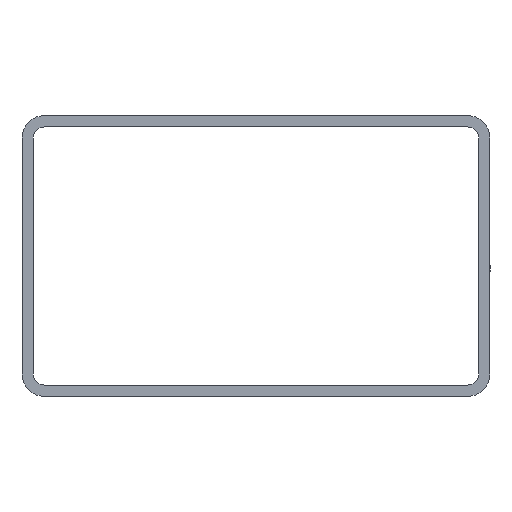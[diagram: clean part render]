
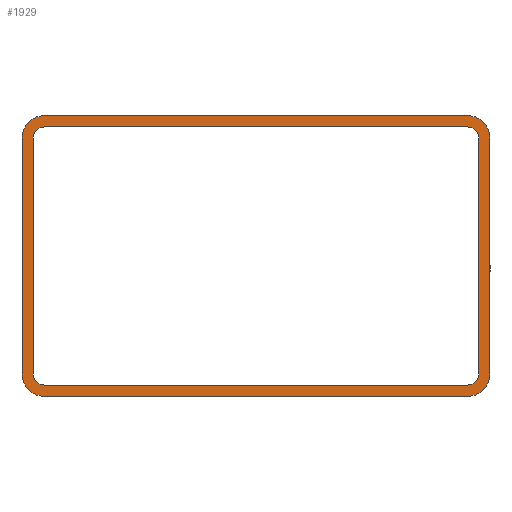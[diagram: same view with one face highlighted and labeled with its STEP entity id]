
A CAD part, left-side view. The second image highlights one B-rep face of the part: STEP entity #1929.
In plain terms, the highlighted planar face has unit normal (-1, 0, 0).
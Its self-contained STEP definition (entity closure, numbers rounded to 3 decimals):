
#46 = CARTESIAN_POINT ( 'NONE',  ( -1550., -62.5, 31.5 ) ) ;
#155 = DIRECTION ( 'NONE',  ( 0., -1., 0. ) ) ;
#161 = VECTOR ( 'NONE', #2621, 1000. ) ;
#204 = CARTESIAN_POINT ( 'NONE',  ( -1550., 56.5, -31.5 ) ) ;
#208 = DIRECTION ( 'NONE',  ( -1., 0., 0. ) ) ;
#214 = LINE ( 'NONE', #2922, #161 ) ;
#217 = CARTESIAN_POINT ( 'NONE',  ( -1550., -56.5, -31.5 ) ) ;
#304 = AXIS2_PLACEMENT_3D ( 'NONE', #3462, #2845, #155 ) ;
#351 = CARTESIAN_POINT ( 'NONE',  ( -1550., 56.5, 34.5 ) ) ;
#426 = EDGE_CURVE ( 'NONE', #2478, #3007, #2651, .T. ) ;
#483 = ORIENTED_EDGE ( 'NONE', *, *, #3474, .T. ) ;
#513 = VERTEX_POINT ( 'NONE', #3628 ) ;
#522 = CIRCLE ( 'NONE', #2619, 3. ) ;
#535 = FACE_OUTER_BOUND ( 'NONE', #3337, .T. ) ;
#574 = LINE ( 'NONE', #2319, #3654 ) ;
#596 = DIRECTION ( 'NONE',  ( -1., 0., 0. ) ) ;
#612 = VERTEX_POINT ( 'NONE', #2386 ) ;
#626 = EDGE_CURVE ( 'NONE', #3212, #3035, #1053, .T. ) ;
#663 = VECTOR ( 'NONE', #4125, 1000. ) ;
#683 = VERTEX_POINT ( 'NONE', #1453 ) ;
#696 = VERTEX_POINT ( 'NONE', #1763 ) ;
#748 = CARTESIAN_POINT ( 'NONE',  ( -1550., -56.5, 31.5 ) ) ;
#803 = VERTEX_POINT ( 'NONE', #2289 ) ;
#841 = CIRCLE ( 'NONE', #3011, 6. ) ;
#861 = PLANE ( 'NONE',  #2795 ) ;
#877 = DIRECTION ( 'NONE',  ( 1., 0., 0. ) ) ;
#990 = CARTESIAN_POINT ( 'NONE',  ( -1550., 56.5, 37.5 ) ) ;
#1001 = DIRECTION ( 'NONE',  ( 1., 0., 0. ) ) ;
#1025 = DIRECTION ( 'NONE',  ( 0., 1., 0. ) ) ;
#1053 = CIRCLE ( 'NONE', #3708, 6. ) ;
#1117 = ORIENTED_EDGE ( 'NONE', *, *, #3130, .F. ) ;
#1124 = EDGE_CURVE ( 'NONE', #612, #696, #1430, .T. ) ;
#1235 = DIRECTION ( 'NONE',  ( 0., -1., 0. ) ) ;
#1244 = DIRECTION ( 'NONE',  ( 0., -1., 0. ) ) ;
#1294 = ORIENTED_EDGE ( 'NONE', *, *, #426, .T. ) ;
#1331 = EDGE_CURVE ( 'NONE', #3282, #513, #2938, .T. ) ;
#1349 = ORIENTED_EDGE ( 'NONE', *, *, #2838, .F. ) ;
#1350 = AXIS2_PLACEMENT_3D ( 'NONE', #3300, #2928, #2255 ) ;
#1398 = VECTOR ( 'NONE', #1752, 1000. ) ;
#1430 = LINE ( 'NONE', #2761, #663 ) ;
#1439 = DIRECTION ( 'NONE',  ( 0., 1., 0. ) ) ;
#1453 = CARTESIAN_POINT ( 'NONE',  ( -1550., -56.5, -34.5 ) ) ;
#1475 = EDGE_CURVE ( 'NONE', #3386, #3509, #3797, .T. ) ;
#1531 = CARTESIAN_POINT ( 'NONE',  ( -1550., 59.5, 31.5 ) ) ;
#1538 = DIRECTION ( 'NONE',  ( 1., 0., 0. ) ) ;
#1632 = CIRCLE ( 'NONE', #304, 3. ) ;
#1648 = LINE ( 'NONE', #3246, #2092 ) ;
#1752 = DIRECTION ( 'NONE',  ( 0., 0., -1. ) ) ;
#1763 = CARTESIAN_POINT ( 'NONE',  ( -1550., -59.5, -31.5 ) ) ;
#1841 = EDGE_CURVE ( 'NONE', #3212, #2478, #3464, .T. ) ;
#1902 = ORIENTED_EDGE ( 'NONE', *, *, #3583, .T. ) ;
#1929 = ADVANCED_FACE ( 'NONE', ( #3860, #535 ), #861, .F. ) ;
#1942 = VERTEX_POINT ( 'NONE', #4301 ) ;
#1986 = ORIENTED_EDGE ( 'NONE', *, *, #626, .F. ) ;
#2053 = AXIS2_PLACEMENT_3D ( 'NONE', #2804, #208, #1235 ) ;
#2065 = LINE ( 'NONE', #3749, #2815 ) ;
#2068 = EDGE_CURVE ( 'NONE', #3386, #1942, #1648, .T. ) ;
#2081 = LINE ( 'NONE', #46, #1398 ) ;
#2092 = VECTOR ( 'NONE', #3616, 1000. ) ;
#2109 = EDGE_CURVE ( 'NONE', #803, #3007, #2081, .T. ) ;
#2213 = CARTESIAN_POINT ( 'NONE',  ( -1550., 56.5, 31.5 ) ) ;
#2236 = CARTESIAN_POINT ( 'NONE',  ( -1550., 59.5, -31.5 ) ) ;
#2255 = DIRECTION ( 'NONE',  ( 0., 1., 0. ) ) ;
#2257 = CARTESIAN_POINT ( 'NONE',  ( -1550., 62.5, 31.5 ) ) ;
#2269 = EDGE_CURVE ( 'NONE', #3282, #2535, #841, .T. ) ;
#2270 = AXIS2_PLACEMENT_3D ( 'NONE', #748, #4114, #3500 ) ;
#2289 = CARTESIAN_POINT ( 'NONE',  ( -1550., -62.5, 31.5 ) ) ;
#2319 = CARTESIAN_POINT ( 'NONE',  ( -1550., 59.5, 31.5 ) ) ;
#2322 = ORIENTED_EDGE ( 'NONE', *, *, #1331, .F. ) ;
#2386 = CARTESIAN_POINT ( 'NONE',  ( -1550., -59.5, 31.5 ) ) ;
#2405 = CARTESIAN_POINT ( 'NONE',  ( -1550., 56.5, -31.5 ) ) ;
#2452 = VERTEX_POINT ( 'NONE', #2236 ) ;
#2478 = VERTEX_POINT ( 'NONE', #3651 ) ;
#2481 = CARTESIAN_POINT ( 'NONE',  ( -1550., 56.5, -37.5 ) ) ;
#2535 = VERTEX_POINT ( 'NONE', #2257 ) ;
#2540 = EDGE_LOOP ( 'NONE', ( #1902, #2856, #2858, #2573, #483, #2748, #1117, #1349 ) ) ;
#2573 = ORIENTED_EDGE ( 'NONE', *, *, #2068, .T. ) ;
#2584 = VERTEX_POINT ( 'NONE', #3696 ) ;
#2619 = AXIS2_PLACEMENT_3D ( 'NONE', #3785, #877, #1439 ) ;
#2621 = DIRECTION ( 'NONE',  ( 0., -1., 0. ) ) ;
#2651 = CIRCLE ( 'NONE', #3910, 6. ) ;
#2748 = ORIENTED_EDGE ( 'NONE', *, *, #1124, .T. ) ;
#2761 = CARTESIAN_POINT ( 'NONE',  ( -1550., -59.5, 31.5 ) ) ;
#2795 = AXIS2_PLACEMENT_3D ( 'NONE', #204, #1538, #2869 ) ;
#2804 = CARTESIAN_POINT ( 'NONE',  ( -1550., 56.5, 31.5 ) ) ;
#2815 = VECTOR ( 'NONE', #3400, 1000. ) ;
#2820 = DIRECTION ( 'NONE',  ( 0., -1., 0. ) ) ;
#2838 = EDGE_CURVE ( 'NONE', #2584, #683, #214, .T. ) ;
#2845 = DIRECTION ( 'NONE',  ( -1., 0., 0. ) ) ;
#2856 = ORIENTED_EDGE ( 'NONE', *, *, #3653, .F. ) ;
#2858 = ORIENTED_EDGE ( 'NONE', *, *, #1475, .F. ) ;
#2869 = DIRECTION ( 'NONE',  ( 0., 1., 0. ) ) ;
#2922 = CARTESIAN_POINT ( 'NONE',  ( -1550., 56.5, -34.5 ) ) ;
#2928 = DIRECTION ( 'NONE',  ( 1., 0., 0. ) ) ;
#2938 = LINE ( 'NONE', #990, #3170 ) ;
#2995 = EDGE_CURVE ( 'NONE', #2535, #3035, #2065, .T. ) ;
#3007 = VERTEX_POINT ( 'NONE', #4056 ) ;
#3011 = AXIS2_PLACEMENT_3D ( 'NONE', #2213, #4116, #2820 ) ;
#3035 = VERTEX_POINT ( 'NONE', #4077 ) ;
#3130 = EDGE_CURVE ( 'NONE', #683, #696, #1632, .T. ) ;
#3149 = ORIENTED_EDGE ( 'NONE', *, *, #3682, .F. ) ;
#3170 = VECTOR ( 'NONE', #3659, 1000. ) ;
#3212 = VERTEX_POINT ( 'NONE', #2481 ) ;
#3246 = CARTESIAN_POINT ( 'NONE',  ( -1550., 56.5, 34.5 ) ) ;
#3263 = CARTESIAN_POINT ( 'NONE',  ( -1550., 56.5, 37.5 ) ) ;
#3282 = VERTEX_POINT ( 'NONE', #3263 ) ;
#3293 = VECTOR ( 'NONE', #3884, 1000. ) ;
#3300 = CARTESIAN_POINT ( 'NONE',  ( -1550., -56.5, 31.5 ) ) ;
#3304 = ORIENTED_EDGE ( 'NONE', *, *, #2109, .F. ) ;
#3337 = EDGE_LOOP ( 'NONE', ( #1986, #4240, #1294, #3304, #3149, #2322, #4102, #3592 ) ) ;
#3386 = VERTEX_POINT ( 'NONE', #351 ) ;
#3400 = DIRECTION ( 'NONE',  ( 0., 0., -1. ) ) ;
#3462 = CARTESIAN_POINT ( 'NONE',  ( -1550., -56.5, -31.5 ) ) ;
#3464 = LINE ( 'NONE', #4214, #3293 ) ;
#3474 = EDGE_CURVE ( 'NONE', #1942, #612, #3597, .T. ) ;
#3500 = DIRECTION ( 'NONE',  ( 0., 1., 0. ) ) ;
#3509 = VERTEX_POINT ( 'NONE', #1531 ) ;
#3583 = EDGE_CURVE ( 'NONE', #2584, #2452, #522, .T. ) ;
#3592 = ORIENTED_EDGE ( 'NONE', *, *, #2995, .T. ) ;
#3597 = CIRCLE ( 'NONE', #2270, 3. ) ;
#3616 = DIRECTION ( 'NONE',  ( 0., -1., 0. ) ) ;
#3628 = CARTESIAN_POINT ( 'NONE',  ( -1550., -56.5, 37.5 ) ) ;
#3651 = CARTESIAN_POINT ( 'NONE',  ( -1550., -56.5, -37.5 ) ) ;
#3653 = EDGE_CURVE ( 'NONE', #3509, #2452, #574, .T. ) ;
#3654 = VECTOR ( 'NONE', #4230, 1000. ) ;
#3659 = DIRECTION ( 'NONE',  ( 0., -1., 0. ) ) ;
#3682 = EDGE_CURVE ( 'NONE', #513, #803, #4144, .T. ) ;
#3696 = CARTESIAN_POINT ( 'NONE',  ( -1550., 56.5, -34.5 ) ) ;
#3708 = AXIS2_PLACEMENT_3D ( 'NONE', #2405, #1001, #1025 ) ;
#3749 = CARTESIAN_POINT ( 'NONE',  ( -1550., 62.5, 31.5 ) ) ;
#3785 = CARTESIAN_POINT ( 'NONE',  ( -1550., 56.5, -31.5 ) ) ;
#3797 = CIRCLE ( 'NONE', #2053, 3. ) ;
#3860 = FACE_BOUND ( 'NONE', #2540, .T. ) ;
#3884 = DIRECTION ( 'NONE',  ( 0., -1., 0. ) ) ;
#3910 = AXIS2_PLACEMENT_3D ( 'NONE', #217, #596, #1244 ) ;
#4056 = CARTESIAN_POINT ( 'NONE',  ( -1550., -62.5, -31.5 ) ) ;
#4077 = CARTESIAN_POINT ( 'NONE',  ( -1550., 62.5, -31.5 ) ) ;
#4102 = ORIENTED_EDGE ( 'NONE', *, *, #2269, .T. ) ;
#4114 = DIRECTION ( 'NONE',  ( 1., 0., 0. ) ) ;
#4116 = DIRECTION ( 'NONE',  ( -1., 0., 0. ) ) ;
#4125 = DIRECTION ( 'NONE',  ( 0., 0., -1. ) ) ;
#4144 = CIRCLE ( 'NONE', #1350, 6. ) ;
#4214 = CARTESIAN_POINT ( 'NONE',  ( -1550., 56.5, -37.5 ) ) ;
#4230 = DIRECTION ( 'NONE',  ( 0., 0., -1. ) ) ;
#4240 = ORIENTED_EDGE ( 'NONE', *, *, #1841, .T. ) ;
#4301 = CARTESIAN_POINT ( 'NONE',  ( -1550., -56.5, 34.5 ) ) ;
